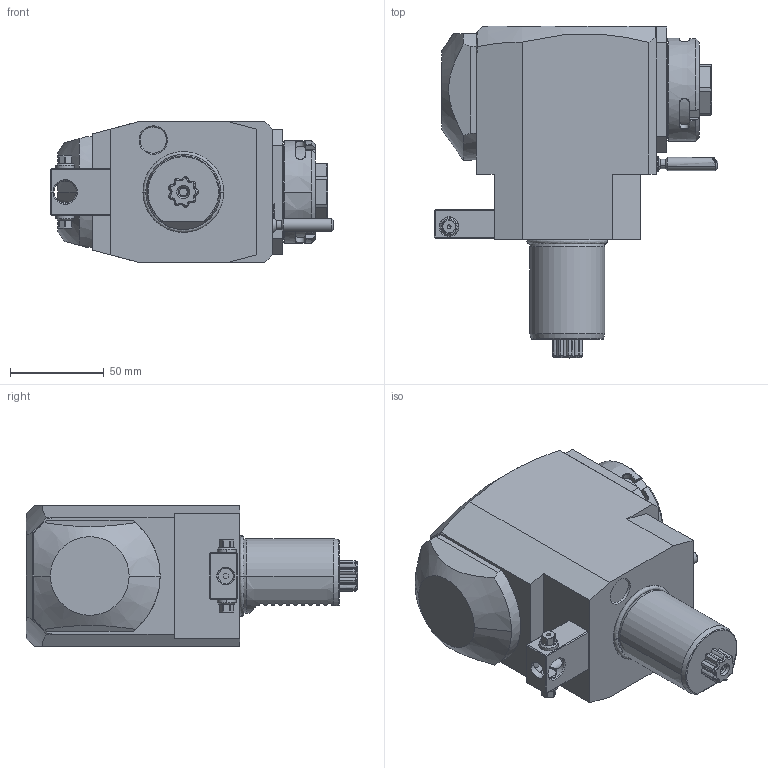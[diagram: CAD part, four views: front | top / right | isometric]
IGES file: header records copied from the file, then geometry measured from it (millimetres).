
Start section:  PTC IGES file: ngt1_40_215_25_1_1_80t.igs
Global section: file name: ngt1_40_215_25_1_1_80t.igs; native system: Pro/ENGINEER by Parametric Technology Corporation; preprocessor: 2010280; author: vali; organization: Unknown; date: 20241024.102014; units: millimetre
Bounding box: 151.33 x 177 x 75 mm (x, y, z)
Volume: 946941.1 mm3; surface area: 70342.3 mm2
Topology: 1 solids, 2 shells, 397 faces, 1062 edges, 683 vertices
Faces by surface type: revolution 214, bspline 183
